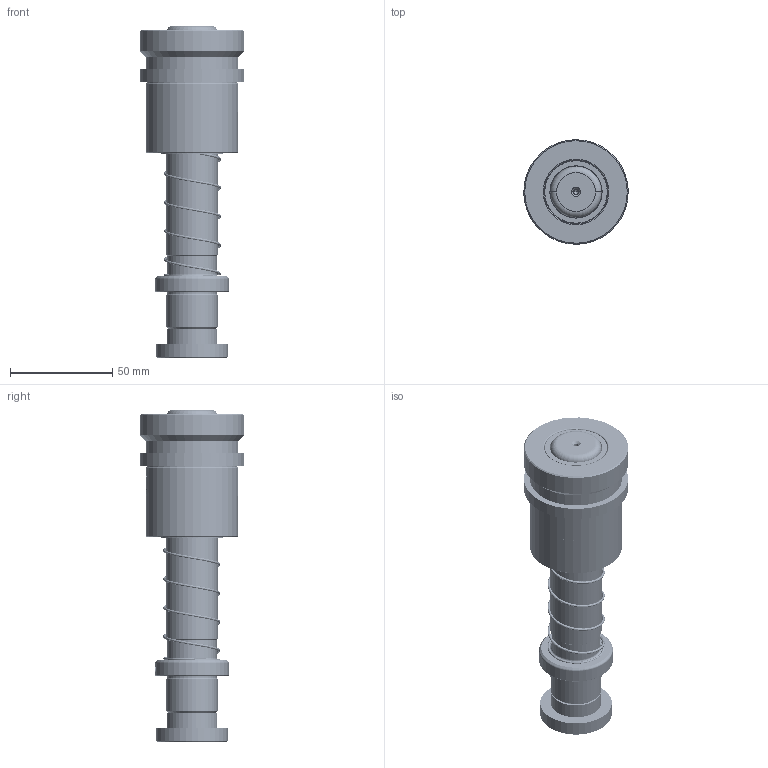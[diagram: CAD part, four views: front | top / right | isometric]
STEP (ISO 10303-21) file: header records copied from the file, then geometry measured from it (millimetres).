
FILE_DESCRIPTION (( 'STEP AP214' ), '1' );
FILE_NAME ('HTSH(HTJH)-D25-L130(BL-60).STEP', '2024-12-11T08:34:59', ( '111' ), ( '21222' ), 'SwSTEP 2.0', 'SolidWorks 2020', '' );
FILE_SCHEMA (( 'AUTOMOTIVE_DESIGN' ));
Length unit declared in the file: millimetre
Products named in the file (8): BSH-30.5-25.5-L60; TRB25-35-25; TRP-D25-L130; HWP-D27.5-d25.5-L60; BALL-D3; HTSH(HTJH)-D25-L130(BL-60); BSH-D30.5-25.5-L60郪蚾; DRP蹟簽D25
Assembly tree (272 placements, depth 3):
  HTSH(HTJH)-D25-L130(BL-60)
    TRP-D25-L130
    DRP蹟簽D25
    TRB25-35-25
    BSH-D30.5-25.5-L60郪蚾
      BSH-30.5-25.5-L60
      BALL-D3  x266
    HWP-D27.5-d25.5-L60
Bounding box: 50.99 x 50.99 x 162 mm (x, y, z)
Volume: 152546.7 mm3; surface area: 61302.5 mm2
Topology: 271 solids, 271 shells, 1214 faces, 5199 edges, 3454 vertices
Faces by surface type: sphere 1064, cylinder 48, cone 34, plane 32, bspline 22, torus 14
Entity records: 49220 total; most frequent: CARTESIAN_POINT 29633, ORIENTED_EDGE 3996, DIRECTION 3370, EDGE_CURVE 1998, AXIS2_PLACEMENT_3D 1622, VERTEX_POINT 1314, EDGE_LOOP 1210, B_SPLINE_CURVE_WITH_KNOTS 1189
